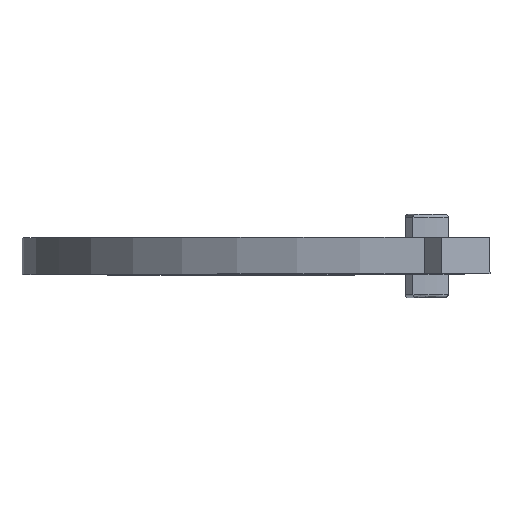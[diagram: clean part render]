
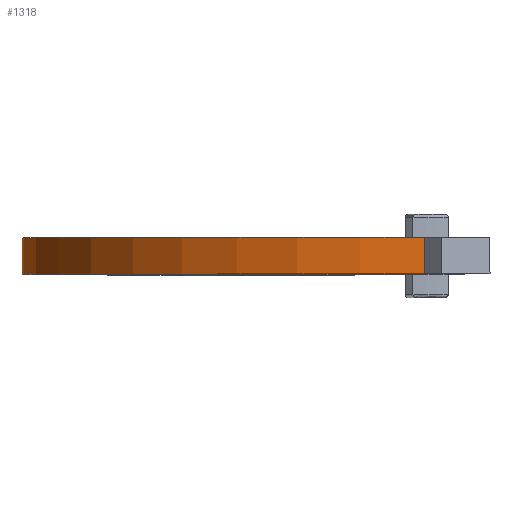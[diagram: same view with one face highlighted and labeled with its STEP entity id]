
A CAD part, top view. The second image highlights one B-rep face of the part: STEP entity #1318.
In plain terms, the highlighted cylindrical face has radius 63.1 mm (diameter 126.2 mm), a partial arc.
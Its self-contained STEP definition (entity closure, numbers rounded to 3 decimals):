
#47=CIRCLE('',#1403,63.1);
#50=CIRCLE('',#1408,63.1);
#70=CYLINDRICAL_SURFACE('',#1407,63.1);
#103=FACE_OUTER_BOUND('',#183,.T.);
#183=EDGE_LOOP('',(#1000,#1001,#1002,#1003));
#294=LINE('',#1936,#454);
#296=LINE('',#1942,#456);
#454=VECTOR('',#1569,10.);
#456=VECTOR('',#1573,10.);
#598=VERTEX_POINT('',#1932);
#599=VERTEX_POINT('',#1934);
#601=VERTEX_POINT('',#1939);
#602=VERTEX_POINT('',#1941);
#736=EDGE_CURVE('',#598,#599,#294,.T.);
#738=EDGE_CURVE('',#602,#601,#296,.T.);
#743=EDGE_CURVE('',#602,#599,#47,.T.);
#774=EDGE_CURVE('',#598,#601,#50,.T.);
#1000=ORIENTED_EDGE('',*,*,#738,.T.);
#1001=ORIENTED_EDGE('',*,*,#774,.F.);
#1002=ORIENTED_EDGE('',*,*,#736,.T.);
#1003=ORIENTED_EDGE('',*,*,#743,.F.);
#1318=ADVANCED_FACE('',(#103),#70,.T.);
#1403=AXIS2_PLACEMENT_3D('',#1951,#1580,#1581);
#1407=AXIS2_PLACEMENT_3D('',#2011,#1616,#1617);
#1408=AXIS2_PLACEMENT_3D('',#2012,#1618,#1619);
#1569=DIRECTION('',(0.,-1.,0.));
#1573=DIRECTION('',(0.,1.,0.));
#1580=DIRECTION('center_axis',(0.,-1.,0.));
#1581=DIRECTION('ref_axis',(-0.979,0.,-0.203));
#1616=DIRECTION('center_axis',(0.,-1.,0.));
#1617=DIRECTION('ref_axis',(-0.979,0.,-0.203));
#1618=DIRECTION('center_axis',(0.,1.,0.));
#1619=DIRECTION('ref_axis',(-0.174,0.,-0.985));
#1932=CARTESIAN_POINT('',(-80.98,132.247,15.848));
#1934=CARTESIAN_POINT('',(-80.98,126.247,15.848));
#1936=CARTESIAN_POINT('',(-80.98,132.247,15.848));
#1939=CARTESIAN_POINT('',(-67.033,132.247,141.019));
#1941=CARTESIAN_POINT('',(-67.033,126.247,141.019));
#1942=CARTESIAN_POINT('',(-67.033,132.247,141.019));
#1951=CARTESIAN_POINT('Origin',(-70.023,126.247,77.99));
#2011=CARTESIAN_POINT('Origin',(-70.023,132.247,77.99));
#2012=CARTESIAN_POINT('Origin',(-70.023,132.247,77.99));
